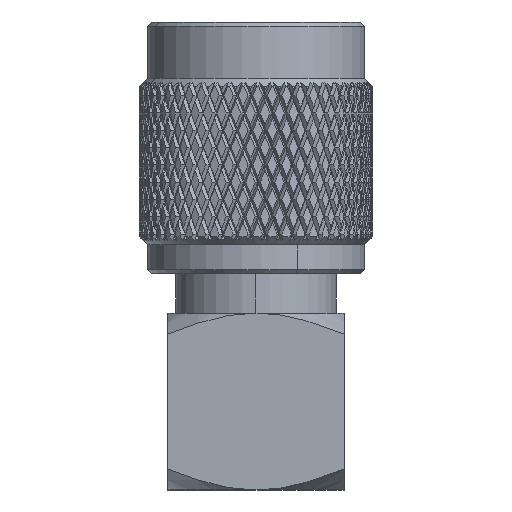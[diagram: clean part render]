
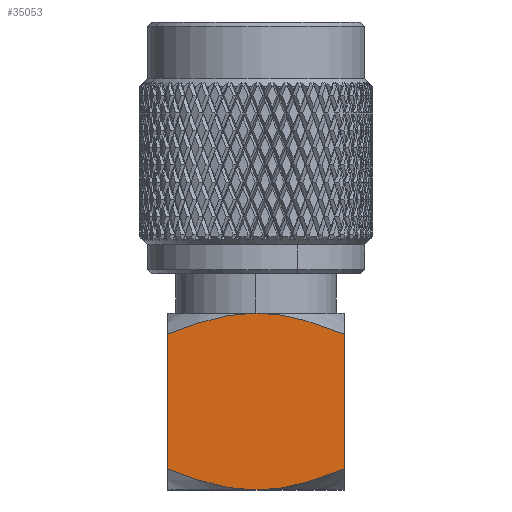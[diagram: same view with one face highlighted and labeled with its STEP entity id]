
A CAD part, left-side view. The second image highlights one B-rep face of the part: STEP entity #35053.
In plain terms, the highlighted face is planar.
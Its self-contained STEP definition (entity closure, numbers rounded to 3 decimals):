
#1538 = ORIENTED_EDGE ( 'NONE', *, *, #51217, .F. ) ;
#1875 = VERTEX_POINT ( 'NONE', #70939 ) ;
#1990 = VERTEX_POINT ( 'NONE', #26095 ) ;
#2607 = CARTESIAN_POINT ( 'NONE',  ( -5.463, 5.5, -0.953 ) ) ;
#3132 = CARTESIAN_POINT ( 'NONE',  ( -4.869, 5.5, -3.724 ) ) ;
#3277 = PLANE ( 'NONE',  #87782 ) ;
#4256 = VERTEX_POINT ( 'NONE', #26308 ) ;
#10208 = CARTESIAN_POINT ( 'NONE',  ( -4.185, 5.5, -5.5 ) ) ;
#12190 = CARTESIAN_POINT ( 'NONE',  ( 5.23, 5.5, -2.353 ) ) ;
#12711 = CARTESIAN_POINT ( 'NONE',  ( 5.5, 5.5, 0. ) ) ;
#12990 = DIRECTION ( 'NONE',  ( 0., -1., 0. ) ) ;
#14944 = EDGE_CURVE ( 'NONE', #1875, #1990, #99924, .T. ) ;
#18166 = CARTESIAN_POINT ( 'NONE',  ( 5.352, 5.5, 1.885 ) ) ;
#18714 = CARTESIAN_POINT ( 'NONE',  ( 4.992, 5.5, 3.259 ) ) ;
#20292 = CARTESIAN_POINT ( 'NONE',  ( -5.5, 5.5, 5.5 ) ) ;
#20478 = CARTESIAN_POINT ( 'NONE',  ( -5.5, 5.5, 0. ) ) ;
#21138 = CARTESIAN_POINT ( 'NONE',  ( -5.5, 5.5, 5.5 ) ) ;
#22386 = CARTESIAN_POINT ( 'NONE',  ( -5.5, 5.5, 0.954 ) ) ;
#26095 = CARTESIAN_POINT ( 'NONE',  ( -4.185, 5.5, -5.5 ) ) ;
#26308 = CARTESIAN_POINT ( 'NONE',  ( 4.185, 5.5, 5.5 ) ) ;
#29943 = EDGE_LOOP ( 'NONE', ( #1538, #107683, #86652, #46122, #43899, #59740 ) ) ;
#33936 = CARTESIAN_POINT ( 'NONE',  ( 4.849, 5.5, 3.715 ) ) ;
#35053 = ADVANCED_FACE ( 'NONE', ( #69631 ), #3277, .F. ) ;
#36120 = CARTESIAN_POINT ( 'NONE',  ( 5.5, 5.5, -0.473 ) ) ;
#36242 = CARTESIAN_POINT ( 'NONE',  ( -4.543, 5.5, -4.622 ) ) ;
#37104 = CARTESIAN_POINT ( 'NONE',  ( -4.992, 5.5, 3.259 ) ) ;
#37653 = CARTESIAN_POINT ( 'NONE',  ( -4.185, 5.5, 5.5 ) ) ;
#37770 = B_SPLINE_CURVE_WITH_KNOTS ( 'NONE', 3,
 ( #12711, #36120, #53491, #77514, #12190, #103620, #63298, #95456 ),
 .UNSPECIFIED., .F., .F.,
 ( 4, 2, 2, 4 ),
 ( 0.02, 0.021, 0.023, 0.026 ),
 .UNSPECIFIED. ) ;
#39694 = CARTESIAN_POINT ( 'NONE',  ( -4.185, 5.5, 5.5 ) ) ;
#42639 = CARTESIAN_POINT ( 'NONE',  ( 4.364, 5.5, 5.06 ) ) ;
#43218 = EDGE_CURVE ( 'NONE', #88900, #1875, #93825, .T. ) ;
#43886 = CARTESIAN_POINT ( 'NONE',  ( -5.23, 5.5, -2.353 ) ) ;
#43899 = ORIENTED_EDGE ( 'NONE', *, *, #14944, .F. ) ;
#44232 = LINE ( 'NONE', #20292, #86403 ) ;
#44442 = B_SPLINE_CURVE_WITH_KNOTS ( 'NONE', 3,
 ( #85636, #42639, #60569, #33936, #18714, #18166, #101983, #92733 ),
 .UNSPECIFIED., .F., .F.,
 ( 4, 2, 2, 4 ),
 ( 0.014, 0.016, 0.017, 0.02 ),
 .UNSPECIFIED. ) ;
#46122 = ORIENTED_EDGE ( 'NONE', *, *, #80641, .T. ) ;
#46345 = CARTESIAN_POINT ( 'NONE',  ( -4.364, 5.5, 5.06 ) ) ;
#47296 = DIRECTION ( 'NONE',  ( -1., 0., 0. ) ) ;
#49104 = CARTESIAN_POINT ( 'NONE',  ( 4.185, 5.5, -5.5 ) ) ;
#51217 = EDGE_CURVE ( 'NONE', #4256, #88900, #44232, .T. ) ;
#52043 = CARTESIAN_POINT ( 'NONE',  ( 5.5, 5.5, 0. ) ) ;
#53491 = CARTESIAN_POINT ( 'NONE',  ( 5.463, 5.5, -0.953 ) ) ;
#55001 = CARTESIAN_POINT ( 'NONE',  ( -4.535, 5.5, 4.616 ) ) ;
#55970 = LINE ( 'NONE', #78934, #86843 ) ;
#59218 = EDGE_CURVE ( 'NONE', #4256, #60254, #44442, .T. ) ;
#59740 = ORIENTED_EDGE ( 'NONE', *, *, #43218, .F. ) ;
#60020 = DIRECTION ( 'NONE',  ( -1., 0., 0. ) ) ;
#60254 = VERTEX_POINT ( 'NONE', #52043 ) ;
#60569 = CARTESIAN_POINT ( 'NONE',  ( 4.535, 5.5, 4.616 ) ) ;
#63298 = CARTESIAN_POINT ( 'NONE',  ( 4.543, 5.5, -4.622 ) ) ;
#68953 = CARTESIAN_POINT ( 'NONE',  ( -5.5, 5.5, -0.473 ) ) ;
#69631 = FACE_OUTER_BOUND ( 'NONE', #29943, .T. ) ;
#70939 = CARTESIAN_POINT ( 'NONE',  ( -5.5, 5.5, 0. ) ) ;
#75412 = EDGE_CURVE ( 'NONE', #60254, #100545, #37770, .T. ) ;
#77514 = CARTESIAN_POINT ( 'NONE',  ( 5.328, 5.5, -1.891 ) ) ;
#78934 = CARTESIAN_POINT ( 'NONE',  ( -5.5, 5.5, -5.5 ) ) ;
#80641 = EDGE_CURVE ( 'NONE', #100545, #1990, #55970, .T. ) ;
#84776 = CARTESIAN_POINT ( 'NONE',  ( -5.328, 5.5, -1.891 ) ) ;
#85636 = CARTESIAN_POINT ( 'NONE',  ( 4.185, 5.5, 5.5 ) ) ;
#86403 = VECTOR ( 'NONE', #60020, 1000. ) ;
#86652 = ORIENTED_EDGE ( 'NONE', *, *, #75412, .T. ) ;
#86843 = VECTOR ( 'NONE', #47296, 1000. ) ;
#87782 = AXIS2_PLACEMENT_3D ( 'NONE', #21138, #12990, #95714 ) ;
#88260 = CARTESIAN_POINT ( 'NONE',  ( -5.352, 5.5, 1.885 ) ) ;
#88900 = VERTEX_POINT ( 'NONE', #39694 ) ;
#92733 = CARTESIAN_POINT ( 'NONE',  ( 5.5, 5.5, 0. ) ) ;
#93825 = B_SPLINE_CURVE_WITH_KNOTS ( 'NONE', 3,
 ( #37653, #46345, #55001, #102997, #37104, #88260, #22386, #105147 ),
 .UNSPECIFIED., .F., .F.,
 ( 4, 2, 2, 4 ),
 ( 0.014, 0.016, 0.017, 0.02 ),
 .UNSPECIFIED. ) ;
#95456 = CARTESIAN_POINT ( 'NONE',  ( 4.185, 5.5, -5.5 ) ) ;
#95714 = DIRECTION ( 'NONE',  ( 0., 0., -1. ) ) ;
#99924 = B_SPLINE_CURVE_WITH_KNOTS ( 'NONE', 3,
 ( #20478, #68953, #2607, #84776, #43886, #3132, #36242, #10208 ),
 .UNSPECIFIED., .F., .F.,
 ( 4, 2, 2, 4 ),
 ( 0.02, 0.021, 0.023, 0.026 ),
 .UNSPECIFIED. ) ;
#100545 = VERTEX_POINT ( 'NONE', #49104 ) ;
#101983 = CARTESIAN_POINT ( 'NONE',  ( 5.5, 5.5, 0.954 ) ) ;
#102997 = CARTESIAN_POINT ( 'NONE',  ( -4.849, 5.5, 3.715 ) ) ;
#103620 = CARTESIAN_POINT ( 'NONE',  ( 4.869, 5.5, -3.724 ) ) ;
#105147 = CARTESIAN_POINT ( 'NONE',  ( -5.5, 5.5, 0. ) ) ;
#107683 = ORIENTED_EDGE ( 'NONE', *, *, #59218, .T. ) ;
